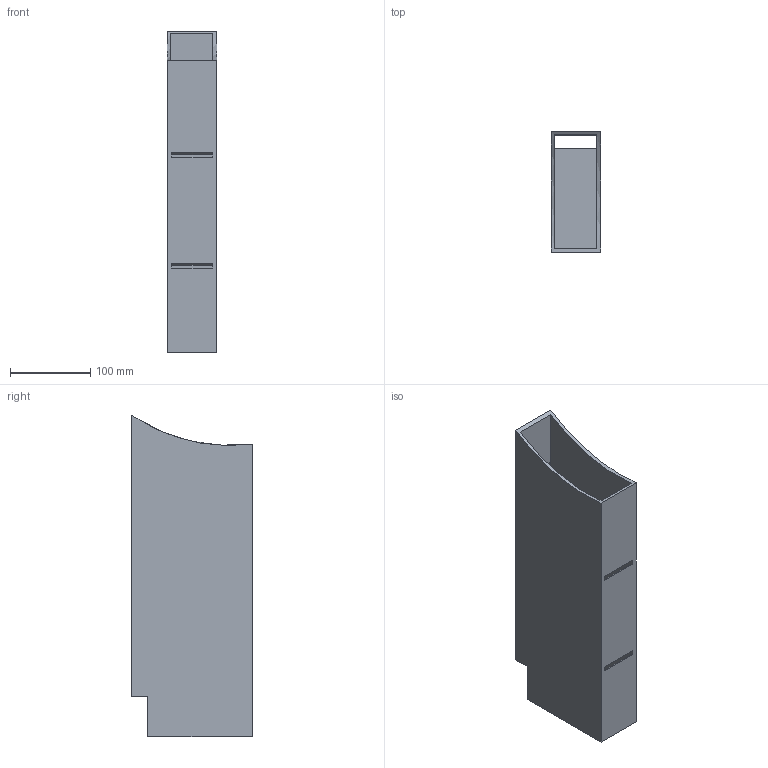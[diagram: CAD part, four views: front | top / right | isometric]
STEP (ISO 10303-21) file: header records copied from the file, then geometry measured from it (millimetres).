
FILE_DESCRIPTION(/* description */ (''),/* implementation_level */ '2;1');
FILE_NAME(/* name */ 'PPICK_main_base v1.step',/* time_stamp */ '2023-01-21T13:46:31+03:00',/* author */ (''),/* organization */ (''),/* preprocessor_version */ 'ST-DEVELOPER v19.2',/* originating_system */ 'Autodesk Translation Framework v11.17.0.187',/* authorisation */ '');
FILE_SCHEMA (('AUTOMOTIVE_DESIGN { 1 0 10303 214 3 1 1 }'));
Length unit declared in the file: millimetre
Products named in the file (1): PPICK_main_base
Bounding box: 62 x 150 x 400 mm (x, y, z)
Volume: 668217.4 mm3; surface area: 309298.7 mm2
Topology: 1 solids, 1 shells, 33 faces, 96 edges, 64 vertices
Faces by surface type: plane 32, cylinder 1
Entity records: 1134 total; most frequent: CARTESIAN_POINT 194, ORIENTED_EDGE 192, DIRECTION 168, EDGE_CURVE 96, LINE 92, VECTOR 92, VERTEX_POINT 64, EDGE_LOOP 42
